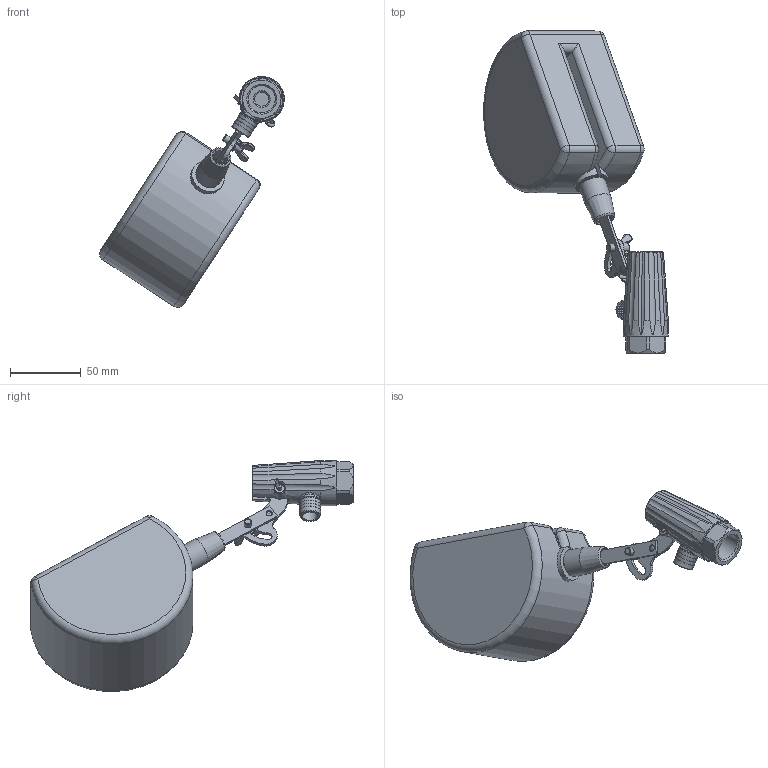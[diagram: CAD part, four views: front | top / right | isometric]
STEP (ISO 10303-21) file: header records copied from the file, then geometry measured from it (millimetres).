
FILE_DESCRIPTION(/* description */ ('Unknown'),/* implementation_level */ '2;1');
FILE_NAME(/* name */ '200008520_Schwimmerventil ST-8',/* time_stamp */ '2019-10-17T08:17:32+02:00',/* author */ ('Unknown'),/* organization */ ('Unknown'),/* preprocessor_version */ 'ST-DEVELOPER v16.7',/* originating_system */ 'DEX',/* authorisation */ $);
FILE_SCHEMA (('AUTOMOTIVE_DESIGN {1 0 10303 214 3 1 1}'));
Length unit declared in the file: millimetre
Products named in the file (1): Part1
Bounding box: 130.7 x 228.04 x 163.41 mm (x, y, z)
Volume: 618957.7 mm3; surface area: 62956.5 mm2
Topology: 1 solids, 1 shells, 285 faces, 736 edges, 447 vertices
Faces by surface type: cylinder 102, plane 87, cone 44, bspline 21, torus 19, sphere 12
Full cylindrical faces by diameter (mm): 0.006 x1, 3.2 x1, 4 x1, 4.5 x1, 5.1 x2, 5.3 x1, 10 x1, 10.4 x1, 11 x1, 11.82 x1, 13.6 x1, 14 x1, 14.2 x1, 19 x1, 19.14 x1
Entity records: 11004 total; most frequent: CARTESIAN_POINT 2537, ORIENTED_EDGE 1346, DIRECTION 1322, EDGE_CURVE 673, AXIS2_PLACEMENT_3D 559, VERTEX_POINT 432, EDGE_LOOP 343, FACE_BOUND 343
